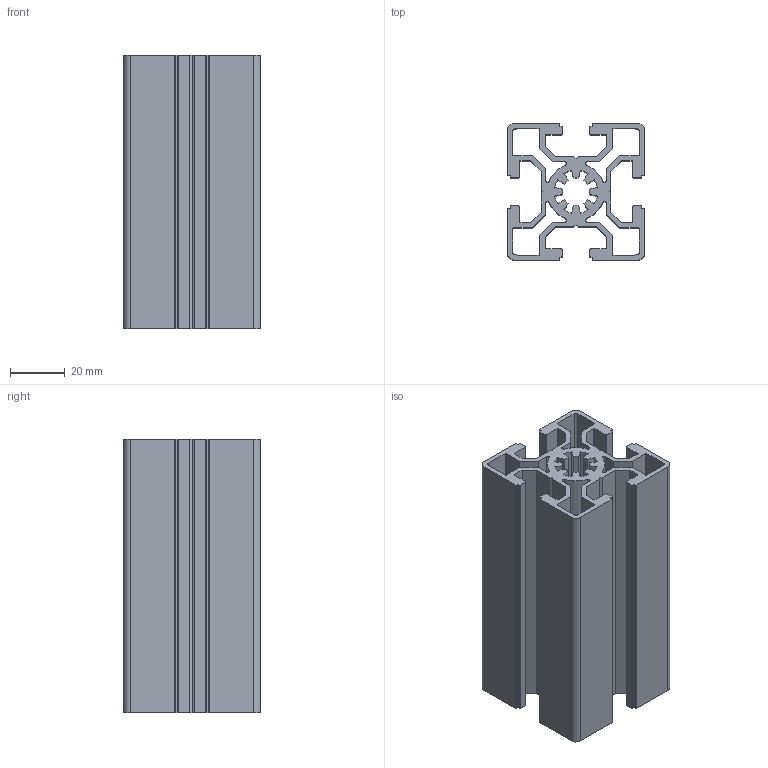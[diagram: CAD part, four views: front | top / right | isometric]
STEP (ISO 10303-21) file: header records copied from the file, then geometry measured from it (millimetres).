
FILE_DESCRIPTION (( 'STEP AP203' ), '1' );
FILE_NAME ('JL-10-5050EA.STEP', '2019-07-24T05:52:34', ( 'User' ), ( 'China' ), 'SwSTEP 2.0', 'SolidWorks 2015', '' );
FILE_SCHEMA (( 'CONFIG_CONTROL_DESIGN' ));
Length unit declared in the file: millimetre
Products named in the file (1): JL-10-5050EA
Bounding box: 50 x 50 x 100 mm (x, y, z)
Volume: 91039.3 mm3; surface area: 74968.4 mm2
Topology: 1 solids, 1 shells, 362 faces, 1053 edges, 702 vertices
Faces by surface type: plane 248, cylinder 86, bspline 28
Entity records: 12878 total; most frequent: CARTESIAN_POINT 3226, ORIENTED_EDGE 2106, DIRECTION 1839, EDGE_CURVE 1053, LINE 825, VECTOR 825, VERTEX_POINT 702, AXIS2_PLACEMENT_3D 507
